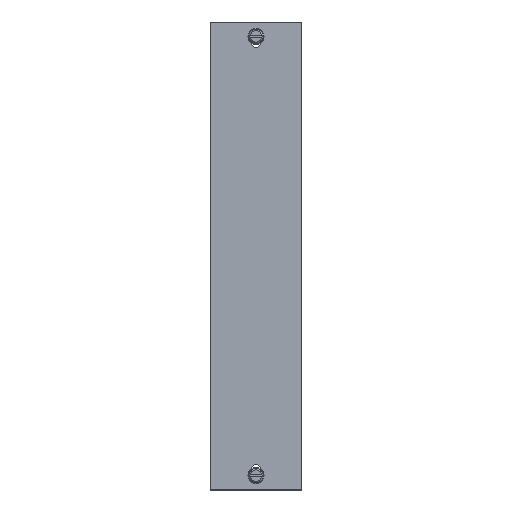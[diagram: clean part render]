
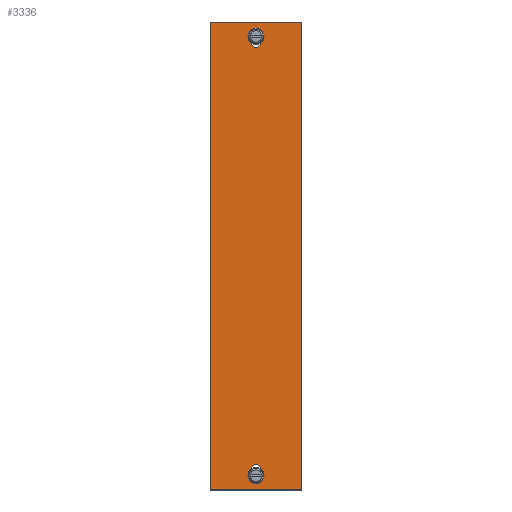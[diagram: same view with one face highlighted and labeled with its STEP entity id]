
A CAD part, top view. The second image highlights one B-rep face of the part: STEP entity #3336.
In plain terms, the highlighted planar face has unit normal (0, 0, 1).
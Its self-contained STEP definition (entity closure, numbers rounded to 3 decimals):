
#73=DIRECTION('',(0.,-1.,0.));
#74=VECTOR('',#73,203.7);
#75=CARTESIAN_POINT('',(-20.,101.85,2.));
#76=LINE('',#75,#74);
#77=DIRECTION('',(-1.,0.,0.));
#78=VECTOR('',#77,40.);
#79=CARTESIAN_POINT('',(20.,101.85,2.));
#80=LINE('',#79,#78);
#81=DIRECTION('',(0.,1.,0.));
#82=VECTOR('',#81,203.7);
#83=CARTESIAN_POINT('',(20.,-101.85,2.));
#84=LINE('',#83,#82);
#85=DIRECTION('',(1.,0.,0.));
#86=VECTOR('',#85,40.);
#87=CARTESIAN_POINT('',(-20.,-101.85,2.));
#88=LINE('',#87,#86);
#89=CARTESIAN_POINT('',(0.,-95.6,2.));
#90=DIRECTION('',(0.,0.,1.));
#91=DIRECTION('',(1.,0.,0.));
#92=AXIS2_PLACEMENT_3D('',#89,#90,#91);
#94=CARTESIAN_POINT('',(0.,-92.85,2.));
#95=DIRECTION('',(0.,0.,1.));
#96=DIRECTION('',(0.998,0.063,0.));
#97=AXIS2_PLACEMENT_3D('',#94,#95,#96);
#99=CARTESIAN_POINT('',(0.,-95.6,2.));
#100=DIRECTION('',(0.,0.,1.));
#101=DIRECTION('',(-0.57,0.821,0.));
#102=AXIS2_PLACEMENT_3D('',#99,#100,#101);
#104=CARTESIAN_POINT('',(0.,-95.6,2.));
#105=DIRECTION('',(0.,0.,1.));
#106=DIRECTION('',(-1.,0.,0.));
#107=AXIS2_PLACEMENT_3D('',#104,#105,#106);
#109=CARTESIAN_POINT('',(0.,95.6,2.));
#110=DIRECTION('',(0.,0.,1.));
#111=DIRECTION('',(1.,0.,0.));
#112=AXIS2_PLACEMENT_3D('',#109,#110,#111);
#114=CARTESIAN_POINT('',(0.,95.6,2.));
#115=DIRECTION('',(0.,0.,1.));
#116=DIRECTION('',(-1.,0.,0.));
#117=AXIS2_PLACEMENT_3D('',#114,#115,#116);
#119=CARTESIAN_POINT('',(0.,92.85,2.));
#120=DIRECTION('',(0.,0.,1.));
#121=DIRECTION('',(-0.998,-0.063,0.));
#122=AXIS2_PLACEMENT_3D('',#119,#120,#121);
#124=CARTESIAN_POINT('',(0.,95.6,2.));
#125=DIRECTION('',(0.,0.,1.));
#126=DIRECTION('',(0.57,-0.821,0.));
#127=AXIS2_PLACEMENT_3D('',#124,#125,#126);
#2725=CARTESIAN_POINT('',(-20.,101.85,2.));
#2726=CARTESIAN_POINT('',(-20.,-101.85,2.));
#2727=VERTEX_POINT('',#2725);
#2728=VERTEX_POINT('',#2726);
#2729=CARTESIAN_POINT('',(20.,-101.85,2.));
#2730=VERTEX_POINT('',#2729);
#2731=CARTESIAN_POINT('',(20.,101.85,2.));
#2732=VERTEX_POINT('',#2731);
#2745=CARTESIAN_POINT('',(3.5,-95.6,2.));
#2746=CARTESIAN_POINT('',(1.996,-92.725,2.));
#2747=VERTEX_POINT('',#2745);
#2748=VERTEX_POINT('',#2746);
#2749=CARTESIAN_POINT('',(-1.996,-92.725,2.));
#2750=CARTESIAN_POINT('',(-3.5,-95.6,2.));
#2751=VERTEX_POINT('',#2749);
#2752=VERTEX_POINT('',#2750);
#2773=CARTESIAN_POINT('',(3.5,95.6,2.));
#2774=CARTESIAN_POINT('',(-3.5,95.6,2.));
#2775=VERTEX_POINT('',#2773);
#2776=VERTEX_POINT('',#2774);
#2777=CARTESIAN_POINT('',(-1.996,92.725,2.));
#2778=VERTEX_POINT('',#2777);
#2779=CARTESIAN_POINT('',(1.996,92.725,2.));
#2780=VERTEX_POINT('',#2779);
#3305=CARTESIAN_POINT('',(0.,0.,2.));
#3306=DIRECTION('',(0.,0.,1.));
#3307=DIRECTION('',(1.,0.,0.));
#3308=AXIS2_PLACEMENT_3D('',#3305,#3306,#3307);
#3309=PLANE('',#3308);
#3310=ORIENTED_EDGE('',*,*,#3257,.F.);
#3311=ORIENTED_EDGE('',*,*,#3272,.F.);
#3312=ORIENTED_EDGE('',*,*,#3286,.F.);
#3313=ORIENTED_EDGE('',*,*,#3299,.F.);
#3314=EDGE_LOOP('',(#3310,#3311,#3312,#3313));
#3315=FACE_OUTER_BOUND('',#3314,.F.);
#3317=ORIENTED_EDGE('',*,*,#3316,.T.);
#3319=ORIENTED_EDGE('',*,*,#3318,.T.);
#3321=ORIENTED_EDGE('',*,*,#3320,.T.);
#3323=ORIENTED_EDGE('',*,*,#3322,.T.);
#3324=EDGE_LOOP('',(#3317,#3319,#3321,#3323));
#3325=FACE_BOUND('',#3324,.F.);
#3327=ORIENTED_EDGE('',*,*,#3326,.T.);
#3329=ORIENTED_EDGE('',*,*,#3328,.T.);
#3331=ORIENTED_EDGE('',*,*,#3330,.T.);
#3333=ORIENTED_EDGE('',*,*,#3332,.T.);
#3334=EDGE_LOOP('',(#3327,#3329,#3331,#3333));
#3335=FACE_BOUND('',#3334,.F.);
#3336=ADVANCED_FACE('',(#3315,#3325,#3335),#3309,.T.);
#93=CIRCLE('',#92,3.5);
#98=CIRCLE('',#97,2.);
#103=CIRCLE('',#102,3.5);
#108=CIRCLE('',#107,3.5);
#113=CIRCLE('',#112,3.5);
#118=CIRCLE('',#117,3.5);
#123=CIRCLE('',#122,2.);
#128=CIRCLE('',#127,3.5);
#3257=EDGE_CURVE('',#2727,#2728,#76,.T.);
#3272=EDGE_CURVE('',#2732,#2727,#80,.T.);
#3286=EDGE_CURVE('',#2730,#2732,#84,.T.);
#3299=EDGE_CURVE('',#2728,#2730,#88,.T.);
#3316=EDGE_CURVE('',#2747,#2748,#93,.T.);
#3318=EDGE_CURVE('',#2748,#2751,#98,.T.);
#3320=EDGE_CURVE('',#2751,#2752,#103,.T.);
#3322=EDGE_CURVE('',#2752,#2747,#108,.T.);
#3326=EDGE_CURVE('',#2775,#2776,#113,.T.);
#3328=EDGE_CURVE('',#2776,#2778,#118,.T.);
#3330=EDGE_CURVE('',#2778,#2780,#123,.T.);
#3332=EDGE_CURVE('',#2780,#2775,#128,.T.);
